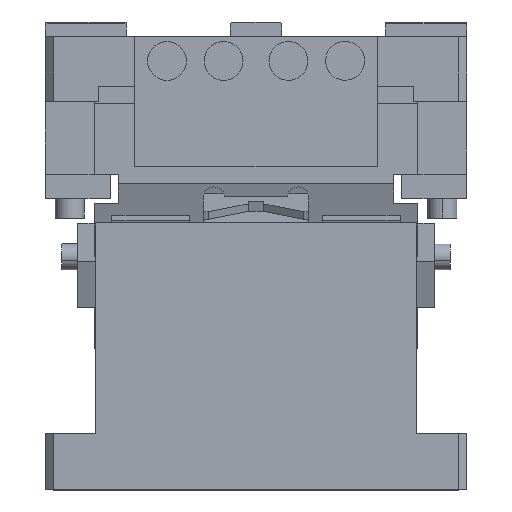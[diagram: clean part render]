
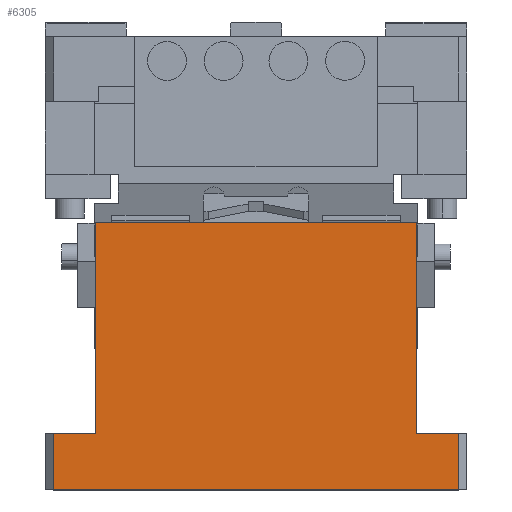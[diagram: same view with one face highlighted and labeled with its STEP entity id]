
A CAD part, left-side view. The second image highlights one B-rep face of the part: STEP entity #6305.
In plain terms, the highlighted planar face has unit normal (-1, 0, 0).
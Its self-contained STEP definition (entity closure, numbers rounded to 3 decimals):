
#6084=CARTESIAN_POINT('Vertex',(0.,99.,-245.)) ;
#6089=CARTESIAN_POINT('Line Origine',(0.,99.,-180.)) ;
#6093=CARTESIAN_POINT('Vertex',(0.,99.,-115.)) ;
#6230=CARTESIAN_POINT('Vertex',(0.,-125.,-280.)) ;
#6237=CARTESIAN_POINT('Vertex',(0.,-125.,-245.)) ;
#6240=CARTESIAN_POINT('Line Origine',(0.,-125.,-262.5)) ;
#6252=CARTESIAN_POINT('Axis2P3D Location',(0.,130.,-280.)) ;
#6257=CARTESIAN_POINT('Line Origine',(0.,0.,-115.)) ;
#6261=CARTESIAN_POINT('Vertex',(0.,-99.,-115.)) ;
#6264=CARTESIAN_POINT('Line Origine',(0.,112.,-245.)) ;
#6268=CARTESIAN_POINT('Vertex',(0.,125.,-245.)) ;
#6271=CARTESIAN_POINT('Line Origine',(0.,125.,-262.5)) ;
#6275=CARTESIAN_POINT('Vertex',(0.,125.,-280.)) ;
#6278=CARTESIAN_POINT('Line Origine',(0.,0.,-280.)) ;
#6283=CARTESIAN_POINT('Line Origine',(0.,-112.,-245.)) ;
#6287=CARTESIAN_POINT('Vertex',(0.,-99.,-245.)) ;
#6290=CARTESIAN_POINT('Line Origine',(0.,-99.,-180.)) ;
#6090=DIRECTION('Vector Direction',(0.,0.,-1.)) ;
#6241=DIRECTION('Vector Direction',(0.,0.,1.)) ;
#6253=DIRECTION('Axis2P3D Direction',(1.,0.,0.)) ;
#6254=DIRECTION('Axis2P3D XDirection',(0.,0.,-1.)) ;
#6258=DIRECTION('Vector Direction',(0.,-1.,0.)) ;
#6265=DIRECTION('Vector Direction',(0.,-1.,0.)) ;
#6272=DIRECTION('Vector Direction',(0.,0.,-1.)) ;
#6279=DIRECTION('Vector Direction',(0.,-1.,0.)) ;
#6284=DIRECTION('Vector Direction',(0.,-1.,0.)) ;
#6291=DIRECTION('Vector Direction',(0.,0.,-1.)) ;
#6255=AXIS2_PLACEMENT_3D('Plane Axis2P3D',#6252,#6253,#6254) ;
#6296=ORIENTED_EDGE('',*,*,#6263,.F.) ;
#6297=ORIENTED_EDGE('',*,*,#6095,.T.) ;
#6298=ORIENTED_EDGE('',*,*,#6270,.F.) ;
#6299=ORIENTED_EDGE('',*,*,#6277,.T.) ;
#6300=ORIENTED_EDGE('',*,*,#6282,.T.) ;
#6301=ORIENTED_EDGE('',*,*,#6244,.T.) ;
#6302=ORIENTED_EDGE('',*,*,#6289,.F.) ;
#6303=ORIENTED_EDGE('',*,*,#6294,.F.) ;
#6091=VECTOR('Line Direction',#6090,1.) ;
#6242=VECTOR('Line Direction',#6241,1.) ;
#6259=VECTOR('Line Direction',#6258,1.) ;
#6266=VECTOR('Line Direction',#6265,1.) ;
#6273=VECTOR('Line Direction',#6272,1.) ;
#6280=VECTOR('Line Direction',#6279,1.) ;
#6285=VECTOR('Line Direction',#6284,1.) ;
#6292=VECTOR('Line Direction',#6291,1.) ;
#6305=ADVANCED_FACE('CAM DRIVER',(#6304),#6256,.F.) ;
#6095=EDGE_CURVE('',#6094,#6085,#6092,.T.) ;
#6244=EDGE_CURVE('',#6231,#6238,#6243,.T.) ;
#6263=EDGE_CURVE('',#6094,#6262,#6260,.T.) ;
#6270=EDGE_CURVE('',#6269,#6085,#6267,.T.) ;
#6277=EDGE_CURVE('',#6269,#6276,#6274,.T.) ;
#6282=EDGE_CURVE('',#6276,#6231,#6281,.T.) ;
#6289=EDGE_CURVE('',#6288,#6238,#6286,.T.) ;
#6294=EDGE_CURVE('',#6262,#6288,#6293,.T.) ;
#6295=EDGE_LOOP('',(#6296,#6297,#6298,#6299,#6300,#6301,#6302,#6303)) ;
#6304=FACE_OUTER_BOUND('',#6295,.T.) ;
#6092=LINE('Line',#6089,#6091) ;
#6243=LINE('Line',#6240,#6242) ;
#6260=LINE('Line',#6257,#6259) ;
#6267=LINE('Line',#6264,#6266) ;
#6274=LINE('Line',#6271,#6273) ;
#6281=LINE('Line',#6278,#6280) ;
#6286=LINE('Line',#6283,#6285) ;
#6293=LINE('Line',#6290,#6292) ;
#6256=PLANE('Plane',#6255) ;
#6085=VERTEX_POINT('',#6084) ;
#6094=VERTEX_POINT('',#6093) ;
#6231=VERTEX_POINT('',#6230) ;
#6238=VERTEX_POINT('',#6237) ;
#6262=VERTEX_POINT('',#6261) ;
#6269=VERTEX_POINT('',#6268) ;
#6276=VERTEX_POINT('',#6275) ;
#6288=VERTEX_POINT('',#6287) ;
